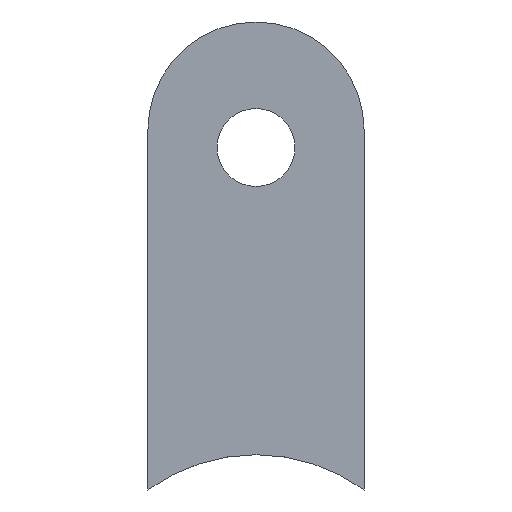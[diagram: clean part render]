
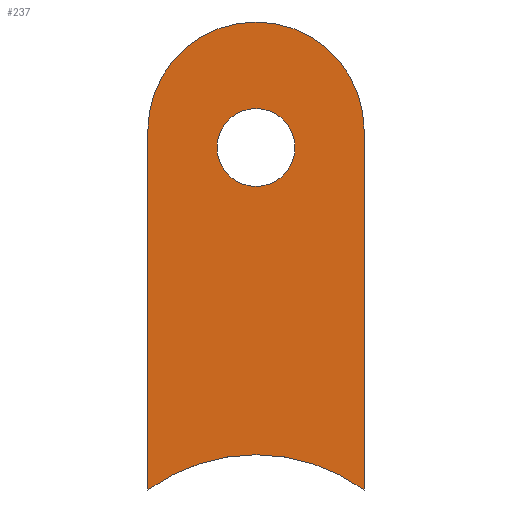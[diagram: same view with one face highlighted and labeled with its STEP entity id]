
A CAD part, left-side view. The second image highlights one B-rep face of the part: STEP entity #237.
In plain terms, the highlighted planar face has unit normal (-1, 0, 0).
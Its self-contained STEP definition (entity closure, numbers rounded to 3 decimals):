
#237 = ADVANCED_FACE ( 'NONE', ( #8894, #519 ), #5852, .T. ) ;
#472 = DIRECTION ( 'NONE',  ( -1., 0., 0. ) ) ;
#488 = AXIS2_PLACEMENT_3D ( 'NONE', #8915, #4314, #8991 ) ;
#519 = FACE_BOUND ( 'NONE', #8341, .T. ) ;
#535 = ORIENTED_EDGE ( 'NONE', *, *, #8299, .T. ) ;
#660 = VECTOR ( 'NONE', #2447, 1000. ) ;
#2109 = AXIS2_PLACEMENT_3D ( 'NONE', #7412, #2689, #6495 ) ;
#2255 = CARTESIAN_POINT ( 'NONE',  ( -3., -12.5, 37.5 ) ) ;
#2447 = DIRECTION ( 'NONE',  ( 0., 0., 1. ) ) ;
#2689 = DIRECTION ( 'NONE',  ( 1., 0., 0. ) ) ;
#2713 = EDGE_LOOP ( 'NONE', ( #9619, #7572, #12391, #11745 ) ) ;
#3293 = AXIS2_PLACEMENT_3D ( 'NONE', #11977, #472, #8095 ) ;
#3654 = CARTESIAN_POINT ( 'NONE',  ( -3., -12.5, 0. ) ) ;
#3925 = CARTESIAN_POINT ( 'NONE',  ( -3., -12.5, -4.077 ) ) ;
#4314 = DIRECTION ( 'NONE',  ( 1., 0., 0. ) ) ;
#4591 = LINE ( 'NONE', #9867, #7559 ) ;
#5562 = CIRCLE ( 'NONE', #3293, 12.5 ) ;
#5686 = DIRECTION ( 'NONE',  ( 0., 0., 1. ) ) ;
#5852 = PLANE ( 'NONE',  #6419 ) ;
#5940 = VERTEX_POINT ( 'NONE', #8490 ) ;
#6284 = CARTESIAN_POINT ( 'NONE',  ( -3., 0., 31. ) ) ;
#6419 = AXIS2_PLACEMENT_3D ( 'NONE', #10486, #9558, #5686 ) ;
#6495 = DIRECTION ( 'NONE',  ( 0., 0., -1. ) ) ;
#7412 = CARTESIAN_POINT ( 'NONE',  ( -3., 0., -21.2 ) ) ;
#7502 = CIRCLE ( 'NONE', #488, 4.5 ) ;
#7559 = VECTOR ( 'NONE', #10752, 1000. ) ;
#7572 = ORIENTED_EDGE ( 'NONE', *, *, #8852, .T. ) ;
#8095 = DIRECTION ( 'NONE',  ( 0., 0., 1. ) ) ;
#8116 = VERTEX_POINT ( 'NONE', #10272 ) ;
#8299 = EDGE_CURVE ( 'NONE', #10727, #10727, #7502, .T. ) ;
#8314 = EDGE_CURVE ( 'NONE', #11857, #5940, #5562, .T. ) ;
#8341 = EDGE_LOOP ( 'NONE', ( #535 ) ) ;
#8490 = CARTESIAN_POINT ( 'NONE',  ( -3., 12.5, 37.5 ) ) ;
#8852 = EDGE_CURVE ( 'NONE', #9482, #11857, #11612, .T. ) ;
#8894 = FACE_OUTER_BOUND ( 'NONE', #2713, .T. ) ;
#8915 = CARTESIAN_POINT ( 'NONE',  ( -3., 0., 35.5 ) ) ;
#8991 = DIRECTION ( 'NONE',  ( 0., 0., -1. ) ) ;
#9352 = EDGE_CURVE ( 'NONE', #8116, #9482, #11603, .T. ) ;
#9482 = VERTEX_POINT ( 'NONE', #3925 ) ;
#9558 = DIRECTION ( 'NONE',  ( -1., 0., 0. ) ) ;
#9619 = ORIENTED_EDGE ( 'NONE', *, *, #9352, .T. ) ;
#9867 = CARTESIAN_POINT ( 'NONE',  ( -3., 12.5, 37.5 ) ) ;
#10272 = CARTESIAN_POINT ( 'NONE',  ( -3., 12.5, -4.077 ) ) ;
#10331 = EDGE_CURVE ( 'NONE', #5940, #8116, #4591, .T. ) ;
#10486 = CARTESIAN_POINT ( 'NONE',  ( -3., 0., 37.5 ) ) ;
#10727 = VERTEX_POINT ( 'NONE', #6284 ) ;
#10752 = DIRECTION ( 'NONE',  ( 0., 0., -1. ) ) ;
#11603 = CIRCLE ( 'NONE', #2109, 21.2 ) ;
#11612 = LINE ( 'NONE', #3654, #660 ) ;
#11745 = ORIENTED_EDGE ( 'NONE', *, *, #10331, .T. ) ;
#11857 = VERTEX_POINT ( 'NONE', #2255 ) ;
#11977 = CARTESIAN_POINT ( 'NONE',  ( -3., 0., 37.5 ) ) ;
#12391 = ORIENTED_EDGE ( 'NONE', *, *, #8314, .T. ) ;
